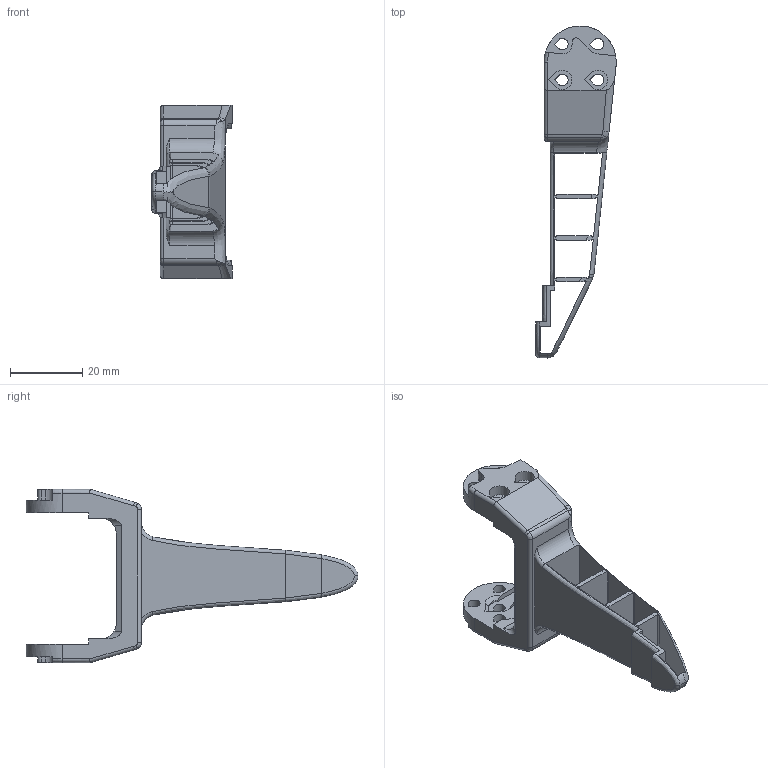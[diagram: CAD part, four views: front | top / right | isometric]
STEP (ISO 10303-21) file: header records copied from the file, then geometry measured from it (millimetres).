
FILE_DESCRIPTION(/* description */ (''),/* implementation_level */ '2;1');
FILE_NAME(/* name */ 'Compliant_Moving_Jaw_SO101.step',/* time_stamp */ '2025-06-15T16:10:39-05:00',/* author */ (''),/* organization */ (''),/* preprocessor_version */ 'ST-DEVELOPER v20.1',/* originating_system */ 'Autodesk Translation Framework v14.10.0.0',/* authorisation */ '');
FILE_SCHEMA (('AUTOMOTIVE_DESIGN { 1 0 10303 214 3 1 1 }'));
Length unit declared in the file: millimetre
Products named in the file (1): Moving_Jaw_SO101
Bounding box: 22.3 x 91.99 x 48 mm (x, y, z)
Volume: 13070.3 mm3; surface area: 9940.9 mm2
Topology: 1 solids, 2 shells, 200 faces, 564 edges, 364 vertices
Faces by surface type: plane 102, cylinder 60, bspline 26, torus 6, cone 4, sphere 2
Entity records: 9410 total; most frequent: CARTESIAN_POINT 4405, ORIENTED_EDGE 1128, DIRECTION 915, EDGE_CURVE 564, VERTEX_POINT 364, AXIS2_PLACEMENT_3D 315, LINE 285, VECTOR 285
